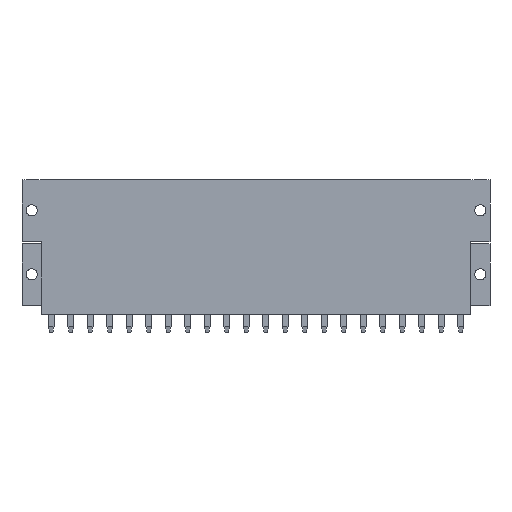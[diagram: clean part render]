
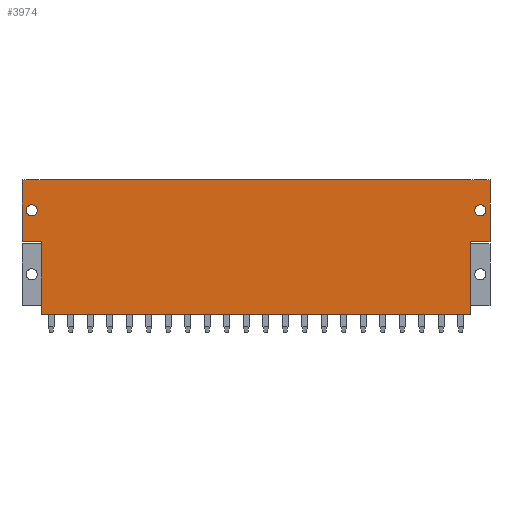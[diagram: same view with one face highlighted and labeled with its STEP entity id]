
A CAD part, front view. The second image highlights one B-rep face of the part: STEP entity #3974.
In plain terms, the highlighted planar face has unit normal (0, -1, 0).
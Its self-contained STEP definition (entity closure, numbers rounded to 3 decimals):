
#3888=AXIS2_PLACEMENT_3D('Plane Axis2P3D',#3885,#3886,#3887) ;
#3940=AXIS2_PLACEMENT_3D('Circle Axis2P3D',#3938,#3939,$) ;
#3949=AXIS2_PLACEMENT_3D('Circle Axis2P3D',#3947,#3948,$) ;
#3958=AXIS2_PLACEMENT_3D('Circle Axis2P3D',#3956,#3957,$) ;
#3967=AXIS2_PLACEMENT_3D('Circle Axis2P3D',#3965,#3966,$) ;
#40=CARTESIAN_POINT('Vertex',(0.,0.,27.4)) ;
#45=CARTESIAN_POINT('Line Origine',(42.,0.,27.4)) ;
#49=CARTESIAN_POINT('Vertex',(84.,0.,27.4)) ;
#2367=CARTESIAN_POINT('Vertex',(80.5,0.,3.2)) ;
#2370=CARTESIAN_POINT('Line Origine',(42.,0.,3.2)) ;
#2374=CARTESIAN_POINT('Vertex',(3.5,0.,3.2)) ;
#3885=CARTESIAN_POINT('Axis2P3D Location',(3.5,0.,27.4)) ;
#3890=CARTESIAN_POINT('Line Origine',(80.5,0.,9.75)) ;
#3894=CARTESIAN_POINT('Vertex',(80.5,0.,16.3)) ;
#3897=CARTESIAN_POINT('Line Origine',(82.25,0.,16.3)) ;
#3901=CARTESIAN_POINT('Vertex',(84.,0.,16.3)) ;
#3904=CARTESIAN_POINT('Line Origine',(84.,0.,21.85)) ;
#3909=CARTESIAN_POINT('Line Origine',(0.,0.,21.85)) ;
#3913=CARTESIAN_POINT('Vertex',(0.,0.,16.3)) ;
#3916=CARTESIAN_POINT('Line Origine',(1.75,0.,16.3)) ;
#3920=CARTESIAN_POINT('Vertex',(3.5,0.,16.3)) ;
#3923=CARTESIAN_POINT('Line Origine',(3.5,0.,9.75)) ;
#3938=CARTESIAN_POINT('Axis2P3D Location',(82.25,0.,21.9)) ;
#3942=CARTESIAN_POINT('Vertex',(81.25,0.,21.9)) ;
#3944=CARTESIAN_POINT('Vertex',(83.25,0.,21.9)) ;
#3947=CARTESIAN_POINT('Axis2P3D Location',(82.25,0.,21.9)) ;
#3956=CARTESIAN_POINT('Axis2P3D Location',(1.75,0.,21.9)) ;
#3960=CARTESIAN_POINT('Vertex',(2.75,0.,21.9)) ;
#3962=CARTESIAN_POINT('Vertex',(0.75,0.,21.9)) ;
#3965=CARTESIAN_POINT('Axis2P3D Location',(1.75,0.,21.9)) ;
#46=DIRECTION('Vector Direction',(1.,0.,0.)) ;
#2371=DIRECTION('Vector Direction',(1.,0.,0.)) ;
#3886=DIRECTION('Axis2P3D Direction',(0.,-1.,0.)) ;
#3887=DIRECTION('Axis2P3D XDirection',(0.,0.,-1.)) ;
#3891=DIRECTION('Vector Direction',(0.,0.,-1.)) ;
#3898=DIRECTION('Vector Direction',(1.,0.,0.)) ;
#3905=DIRECTION('Vector Direction',(0.,0.,-1.)) ;
#3910=DIRECTION('Vector Direction',(0.,0.,-1.)) ;
#3917=DIRECTION('Vector Direction',(1.,0.,0.)) ;
#3924=DIRECTION('Vector Direction',(0.,0.,-1.)) ;
#3939=DIRECTION('Axis2P3D Direction',(0.,-1.,0.)) ;
#3948=DIRECTION('Axis2P3D Direction',(0.,-1.,0.)) ;
#3957=DIRECTION('Axis2P3D Direction',(0.,-1.,0.)) ;
#3966=DIRECTION('Axis2P3D Direction',(0.,-1.,0.)) ;
#47=VECTOR('Line Direction',#46,1.) ;
#2372=VECTOR('Line Direction',#2371,1.) ;
#3892=VECTOR('Line Direction',#3891,1.) ;
#3899=VECTOR('Line Direction',#3898,1.) ;
#3906=VECTOR('Line Direction',#3905,1.) ;
#3911=VECTOR('Line Direction',#3910,1.) ;
#3918=VECTOR('Line Direction',#3917,1.) ;
#3925=VECTOR('Line Direction',#3924,1.) ;
#3929=ORIENTED_EDGE('',*,*,#3896,.T.) ;
#3930=ORIENTED_EDGE('',*,*,#3903,.F.) ;
#3931=ORIENTED_EDGE('',*,*,#3908,.T.) ;
#3932=ORIENTED_EDGE('',*,*,#51,.T.) ;
#3933=ORIENTED_EDGE('',*,*,#3915,.F.) ;
#3934=ORIENTED_EDGE('',*,*,#3922,.T.) ;
#3935=ORIENTED_EDGE('',*,*,#3927,.F.) ;
#3936=ORIENTED_EDGE('',*,*,#2376,.T.) ;
#3953=ORIENTED_EDGE('',*,*,#3946,.F.) ;
#3954=ORIENTED_EDGE('',*,*,#3951,.F.) ;
#3971=ORIENTED_EDGE('',*,*,#3964,.T.) ;
#3972=ORIENTED_EDGE('',*,*,#3969,.T.) ;
#3955=FACE_BOUND('',#3952,.T.) ;
#3973=FACE_BOUND('',#3970,.T.) ;
#3974=ADVANCED_FACE('Housing',(#3937,#3955,#3973),#3889,.T.) ;
#3941=CIRCLE('generated circle',#3940,1.) ;
#3950=CIRCLE('generated circle',#3949,1.) ;
#3959=CIRCLE('generated circle',#3958,1.) ;
#3968=CIRCLE('generated circle',#3967,1.) ;
#51=EDGE_CURVE('',#50,#41,#48,.F.) ;
#2376=EDGE_CURVE('',#2375,#2368,#2373,.T.) ;
#3896=EDGE_CURVE('',#2368,#3895,#3893,.F.) ;
#3903=EDGE_CURVE('',#3902,#3895,#3900,.F.) ;
#3908=EDGE_CURVE('',#3902,#50,#3907,.F.) ;
#3915=EDGE_CURVE('',#3914,#41,#3912,.F.) ;
#3922=EDGE_CURVE('',#3914,#3921,#3919,.T.) ;
#3927=EDGE_CURVE('',#2375,#3921,#3926,.F.) ;
#3946=EDGE_CURVE('',#3943,#3945,#3941,.T.) ;
#3951=EDGE_CURVE('',#3945,#3943,#3950,.T.) ;
#3964=EDGE_CURVE('',#3961,#3963,#3959,.F.) ;
#3969=EDGE_CURVE('',#3963,#3961,#3968,.F.) ;
#3928=EDGE_LOOP('',(#3929,#3930,#3931,#3932,#3933,#3934,#3935,#3936)) ;
#3952=EDGE_LOOP('',(#3953,#3954)) ;
#3970=EDGE_LOOP('',(#3971,#3972)) ;
#3937=FACE_OUTER_BOUND('',#3928,.T.) ;
#48=LINE('Line',#45,#47) ;
#2373=LINE('Line',#2370,#2372) ;
#3893=LINE('Line',#3890,#3892) ;
#3900=LINE('Line',#3897,#3899) ;
#3907=LINE('Line',#3904,#3906) ;
#3912=LINE('Line',#3909,#3911) ;
#3919=LINE('Line',#3916,#3918) ;
#3926=LINE('Line',#3923,#3925) ;
#3889=PLANE('',#3888) ;
#41=VERTEX_POINT('',#40) ;
#50=VERTEX_POINT('',#49) ;
#2368=VERTEX_POINT('',#2367) ;
#2375=VERTEX_POINT('',#2374) ;
#3895=VERTEX_POINT('',#3894) ;
#3902=VERTEX_POINT('',#3901) ;
#3914=VERTEX_POINT('',#3913) ;
#3921=VERTEX_POINT('',#3920) ;
#3943=VERTEX_POINT('',#3942) ;
#3945=VERTEX_POINT('',#3944) ;
#3961=VERTEX_POINT('',#3960) ;
#3963=VERTEX_POINT('',#3962) ;
